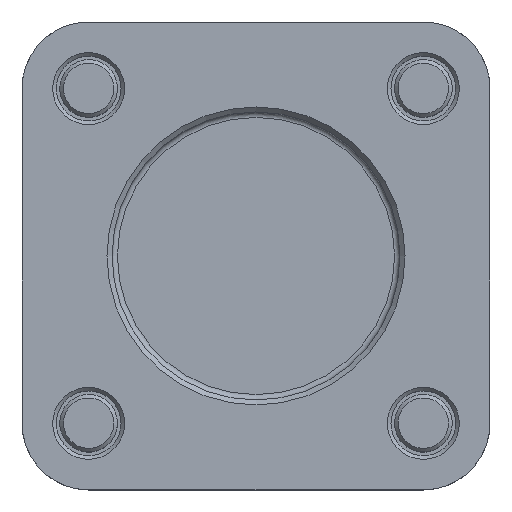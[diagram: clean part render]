
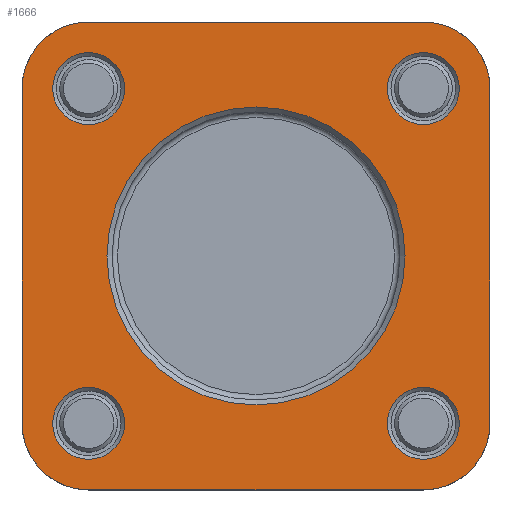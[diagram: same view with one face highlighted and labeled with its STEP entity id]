
A CAD part, top view. The second image highlights one B-rep face of the part: STEP entity #1666.
In plain terms, the highlighted planar face has unit normal (0, 0, 1).
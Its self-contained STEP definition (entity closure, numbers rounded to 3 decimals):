
#1532=CARTESIAN_POINT('',(28.25,23.25,11.0));
#1533=VERTEX_POINT('',#1532);
#1534=CARTESIAN_POINT('',(23.25,23.25,11.0));
#1535=DIRECTION('',(0.0,0.0,1.0));
#1536=DIRECTION('',(-1.0,0.0,0.0));
#1537=AXIS2_PLACEMENT_3D('',#1534,#1535,#1536);
#1538=CIRCLE('',#1537,5.0);
#1539=EDGE_CURVE('',#1533,#1533,#1538,.T.);
#1544=CARTESIAN_POINT('',(0.0,0.,11.0));
#1545=DIRECTION('',(0.0,0.0,1.0));
#1546=DIRECTION('',(1.0,0.0,0.0));
#1547=AXIS2_PLACEMENT_3D('',#1544,#1545,#1546);
#1548=PLANE('',#1547);
#1549=CARTESIAN_POINT('',(-23.25,-32.5,11.0));
#1550=VERTEX_POINT('',#1549);
#1551=CARTESIAN_POINT('',(-32.5,-23.25,11.0));
#1552=VERTEX_POINT('',#1551);
#1553=CARTESIAN_POINT('',(-23.25,-23.25,11.0));
#1554=DIRECTION('',(0.0,0.0,-1.));
#1555=DIRECTION('',(-0.707,-0.707,0.0));
#1556=AXIS2_PLACEMENT_3D('',#1553,#1554,#1555);
#1557=CIRCLE('',#1556,9.25);
#1558=EDGE_CURVE('',#1550,#1552,#1557,.T.);
#1559=ORIENTED_EDGE('',*,*,#1558,.F.);
#1560=CARTESIAN_POINT('',(23.25,-32.5,11.0));
#1561=VERTEX_POINT('',#1560);
#1562=CARTESIAN_POINT('',(23.25,-32.5,11.0));
#1563=DIRECTION('',(-1.0,0.0,0.0));
#1564=VECTOR('',#1563,46.5);
#1565=LINE('',#1562,#1564);
#1566=EDGE_CURVE('',#1561,#1550,#1565,.T.);
#1567=ORIENTED_EDGE('',*,*,#1566,.F.);
#1568=CARTESIAN_POINT('',(32.5,-23.25,11.0));
#1569=VERTEX_POINT('',#1568);
#1570=CARTESIAN_POINT('',(23.25,-23.25,11.0));
#1571=DIRECTION('',(0.0,0.0,-1.));
#1572=DIRECTION('',(0.707,-0.707,0.0));
#1573=AXIS2_PLACEMENT_3D('',#1570,#1571,#1572);
#1574=CIRCLE('',#1573,9.25);
#1575=EDGE_CURVE('',#1569,#1561,#1574,.T.);
#1576=ORIENTED_EDGE('',*,*,#1575,.F.);
#1577=CARTESIAN_POINT('',(32.5,23.25,11.0));
#1578=VERTEX_POINT('',#1577);
#1579=CARTESIAN_POINT('',(32.5,23.25,11.0));
#1580=DIRECTION('',(0.0,-1.0,0.0));
#1581=VECTOR('',#1580,46.5);
#1582=LINE('',#1579,#1581);
#1583=EDGE_CURVE('',#1578,#1569,#1582,.T.);
#1584=ORIENTED_EDGE('',*,*,#1583,.F.);
#1585=CARTESIAN_POINT('',(23.25,32.5,11.0));
#1586=VERTEX_POINT('',#1585);
#1587=CARTESIAN_POINT('',(23.25,23.25,11.0));
#1588=DIRECTION('',(0.0,0.0,-1.));
#1589=DIRECTION('',(0.707,0.707,0.0));
#1590=AXIS2_PLACEMENT_3D('',#1587,#1588,#1589);
#1591=CIRCLE('',#1590,9.25);
#1592=EDGE_CURVE('',#1586,#1578,#1591,.T.);
#1593=ORIENTED_EDGE('',*,*,#1592,.F.);
#1594=CARTESIAN_POINT('',(-23.25,32.5,11.0));
#1595=VERTEX_POINT('',#1594);
#1596=CARTESIAN_POINT('',(-23.25,32.5,11.0));
#1597=DIRECTION('',(1.0,0.0,0.0));
#1598=VECTOR('',#1597,46.5);
#1599=LINE('',#1596,#1598);
#1600=EDGE_CURVE('',#1595,#1586,#1599,.T.);
#1601=ORIENTED_EDGE('',*,*,#1600,.F.);
#1602=CARTESIAN_POINT('',(-32.5,23.25,11.0));
#1603=VERTEX_POINT('',#1602);
#1604=CARTESIAN_POINT('',(-23.25,23.25,11.0));
#1605=DIRECTION('',(0.0,0.0,-1.));
#1606=DIRECTION('',(-0.707,0.707,0.0));
#1607=AXIS2_PLACEMENT_3D('',#1604,#1605,#1606);
#1608=CIRCLE('',#1607,9.25);
#1609=EDGE_CURVE('',#1603,#1595,#1608,.T.);
#1610=ORIENTED_EDGE('',*,*,#1609,.F.);
#1611=CARTESIAN_POINT('',(-32.5,-23.25,11.0));
#1612=DIRECTION('',(0.0,1.0,0.0));
#1613=VECTOR('',#1612,46.5);
#1614=LINE('',#1611,#1613);
#1615=EDGE_CURVE('',#1552,#1603,#1614,.T.);
#1616=ORIENTED_EDGE('',*,*,#1615,.F.);
#1617=EDGE_LOOP('',(#1559,#1567,#1576,#1584,#1593,#1601,#1610,#1616));
#1618=FACE_OUTER_BOUND('',#1617,.T.);
#1619=CARTESIAN_POINT('',(-18.25,-23.25,11.0));
#1620=VERTEX_POINT('',#1619);
#1621=CARTESIAN_POINT('',(-23.25,-23.25,11.0));
#1622=DIRECTION('',(0.0,0.0,1.0));
#1623=DIRECTION('',(-1.0,0.0,0.0));
#1624=AXIS2_PLACEMENT_3D('',#1621,#1622,#1623);
#1625=CIRCLE('',#1624,5.);
#1626=EDGE_CURVE('',#1620,#1620,#1625,.T.);
#1627=ORIENTED_EDGE('',*,*,#1626,.F.);
#1628=EDGE_LOOP('',(#1627));
#1629=FACE_BOUND('',#1628,.T.);
#1630=CARTESIAN_POINT('',(-18.25,23.25,11.0));
#1631=VERTEX_POINT('',#1630);
#1632=CARTESIAN_POINT('',(-23.25,23.25,11.0));
#1633=DIRECTION('',(0.0,0.0,1.0));
#1634=DIRECTION('',(-1.0,0.0,0.0));
#1635=AXIS2_PLACEMENT_3D('',#1632,#1633,#1634);
#1636=CIRCLE('',#1635,5.);
#1637=EDGE_CURVE('',#1631,#1631,#1636,.T.);
#1638=ORIENTED_EDGE('',*,*,#1637,.F.);
#1639=EDGE_LOOP('',(#1638));
#1640=FACE_BOUND('',#1639,.T.);
#1641=CARTESIAN_POINT('',(20.7,0.,11.0));
#1642=VERTEX_POINT('',#1641);
#1643=CARTESIAN_POINT('',(0.0,0.0,11.0));
#1644=DIRECTION('',(0.0,0.0,1.0));
#1645=DIRECTION('',(-1.0,0.0,0.0));
#1646=AXIS2_PLACEMENT_3D('',#1643,#1644,#1645);
#1647=CIRCLE('',#1646,20.7);
#1648=EDGE_CURVE('',#1642,#1642,#1647,.T.);
#1649=ORIENTED_EDGE('',*,*,#1648,.F.);
#1650=EDGE_LOOP('',(#1649));
#1651=FACE_BOUND('',#1650,.T.);
#1652=CARTESIAN_POINT('',(28.25,-23.25,11.0));
#1653=VERTEX_POINT('',#1652);
#1654=CARTESIAN_POINT('',(23.25,-23.25,11.0));
#1655=DIRECTION('',(0.0,0.0,1.0));
#1656=DIRECTION('',(-1.0,0.0,0.0));
#1657=AXIS2_PLACEMENT_3D('',#1654,#1655,#1656);
#1658=CIRCLE('',#1657,5.0);
#1659=EDGE_CURVE('',#1653,#1653,#1658,.T.);
#1660=ORIENTED_EDGE('',*,*,#1659,.F.);
#1661=EDGE_LOOP('',(#1660));
#1662=FACE_BOUND('',#1661,.T.);
#1663=ORIENTED_EDGE('',*,*,#1539,.F.);
#1664=EDGE_LOOP('',(#1663));
#1665=FACE_BOUND('',#1664,.T.);
#1666=ADVANCED_FACE('',(#1618,#1629,#1640,#1651,#1662,#1665),#1548,.T.);
